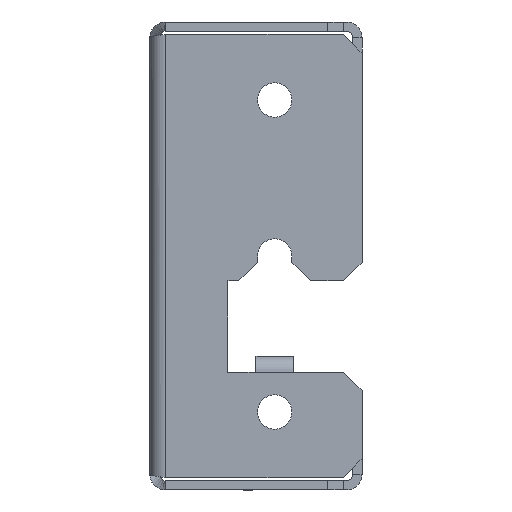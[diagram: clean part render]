
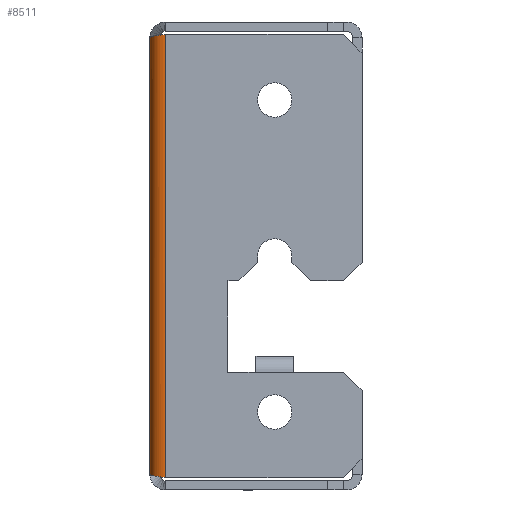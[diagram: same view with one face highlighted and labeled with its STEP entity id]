
A CAD part, left-side view. The second image highlights one B-rep face of the part: STEP entity #8511.
In plain terms, the highlighted cylindrical face has radius 2.5 mm (diameter 5 mm), a partial arc.
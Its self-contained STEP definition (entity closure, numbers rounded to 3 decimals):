
#222 = DIRECTION ( 'NONE',  ( 0., 0., 1. ) ) ;
#351 = VECTOR ( 'NONE', #222, 1000. ) ;
#672 = AXIS2_PLACEMENT_3D ( 'NONE', #3930, #5044, #9987 ) ;
#832 = CARTESIAN_POINT ( 'NONE',  ( -147.536, -0.501, 35.208 ) ) ;
#902 = CARTESIAN_POINT ( 'NONE',  ( -148.5, -2.5, 35.5 ) ) ;
#953 = VERTEX_POINT ( 'NONE', #11540 ) ;
#1887 = CARTESIAN_POINT ( 'NONE',  ( -146.654, -0.065, -35.083 ) ) ;
#2289 = CARTESIAN_POINT ( 'NONE',  ( -148.5, -2.5, -35.5 ) ) ;
#2634 = CARTESIAN_POINT ( 'NONE',  ( -146., 0., -35. ) ) ;
#2878 = CARTESIAN_POINT ( 'NONE',  ( -147.999, -0.964, 35.292 ) ) ;
#3005 = FACE_OUTER_BOUND ( 'NONE', #4341, .T. ) ;
#3642 = CARTESIAN_POINT ( 'NONE',  ( -147.999, -0.964, -35.292 ) ) ;
#3848 = ORIENTED_EDGE ( 'NONE', *, *, #7000, .T. ) ;
#3919 = CARTESIAN_POINT ( 'NONE',  ( -148.435, -1.846, -35.417 ) ) ;
#3930 = CARTESIAN_POINT ( 'NONE',  ( -146., -2.5, -71.06 ) ) ;
#3941 = LINE ( 'NONE', #6122, #7158 ) ;
#4014 = B_SPLINE_CURVE_WITH_KNOTS ( 'NONE', 3,
 ( #6954, #8847, #1887, #9908, #12744, #3642, #12944, #3919, #7681, #8711 ),
 .UNSPECIFIED., .F., .F.,
 ( 4, 2, 2, 2, 4 ),
 ( 0., 0.25, 0.5, 0.75, 1. ),
 .UNSPECIFIED. ) ;
#4341 = EDGE_LOOP ( 'NONE', ( #11792, #3848, #7376, #5118 ) ) ;
#4657 = VERTEX_POINT ( 'NONE', #2289 ) ;
#4780 = CARTESIAN_POINT ( 'NONE',  ( -148.5, -2.173, 35.458 ) ) ;
#5044 = DIRECTION ( 'NONE',  ( 0., 0., 1. ) ) ;
#5118 = ORIENTED_EDGE ( 'NONE', *, *, #5386, .T. ) ;
#5220 = LINE ( 'NONE', #9230, #351 ) ;
#5386 = EDGE_CURVE ( 'NONE', #953, #12127, #10656, .T. ) ;
#5648 = CARTESIAN_POINT ( 'NONE',  ( -148.184, -1.241, 35.333 ) ) ;
#5850 = CARTESIAN_POINT ( 'NONE',  ( -146.654, -0.065, 35.083 ) ) ;
#5913 = CYLINDRICAL_SURFACE ( 'NONE', #672, 2.5 ) ;
#6122 = CARTESIAN_POINT ( 'NONE',  ( -146., 0., 35. ) ) ;
#6901 = CARTESIAN_POINT ( 'NONE',  ( -147.259, -0.316, 35.167 ) ) ;
#6954 = CARTESIAN_POINT ( 'NONE',  ( -146., 0., -35. ) ) ;
#7000 = EDGE_CURVE ( 'NONE', #11593, #4657, #4014, .T. ) ;
#7086 = CARTESIAN_POINT ( 'NONE',  ( -146., 0., 35. ) ) ;
#7158 = VECTOR ( 'NONE', #10005, 1000. ) ;
#7376 = ORIENTED_EDGE ( 'NONE', *, *, #8245, .T. ) ;
#7681 = CARTESIAN_POINT ( 'NONE',  ( -148.5, -2.173, -35.458 ) ) ;
#8245 = EDGE_CURVE ( 'NONE', #4657, #953, #5220, .T. ) ;
#8511 = ADVANCED_FACE ( 'NONE', ( #3005 ), #5913, .T. ) ;
#8711 = CARTESIAN_POINT ( 'NONE',  ( -148.5, -2.5, -35.5 ) ) ;
#8847 = CARTESIAN_POINT ( 'NONE',  ( -146.327, 0., -35.042 ) ) ;
#9230 = CARTESIAN_POINT ( 'NONE',  ( -148.5, -2.5, 35. ) ) ;
#9855 = CARTESIAN_POINT ( 'NONE',  ( -146., 0., 35. ) ) ;
#9908 = CARTESIAN_POINT ( 'NONE',  ( -147.259, -0.316, -35.167 ) ) ;
#9987 = DIRECTION ( 'NONE',  ( 1., 0., 0. ) ) ;
#10005 = DIRECTION ( 'NONE',  ( 0., 0., -1. ) ) ;
#10656 = B_SPLINE_CURVE_WITH_KNOTS ( 'NONE', 3,
 ( #902, #4780, #11897, #5648, #2878, #832, #6901, #5850, #10662, #9855 ),
 .UNSPECIFIED., .F., .F.,
 ( 4, 2, 2, 2, 4 ),
 ( 0., 0.25, 0.5, 0.75, 1. ),
 .UNSPECIFIED. ) ;
#10662 = CARTESIAN_POINT ( 'NONE',  ( -146.327, 0., 35.042 ) ) ;
#10700 = EDGE_CURVE ( 'NONE', #12127, #11593, #3941, .T. ) ;
#11540 = CARTESIAN_POINT ( 'NONE',  ( -148.5, -2.5, 35.5 ) ) ;
#11593 = VERTEX_POINT ( 'NONE', #2634 ) ;
#11792 = ORIENTED_EDGE ( 'NONE', *, *, #10700, .T. ) ;
#11897 = CARTESIAN_POINT ( 'NONE',  ( -148.435, -1.846, 35.417 ) ) ;
#12127 = VERTEX_POINT ( 'NONE', #7086 ) ;
#12744 = CARTESIAN_POINT ( 'NONE',  ( -147.536, -0.501, -35.208 ) ) ;
#12944 = CARTESIAN_POINT ( 'NONE',  ( -148.184, -1.241, -35.333 ) ) ;
